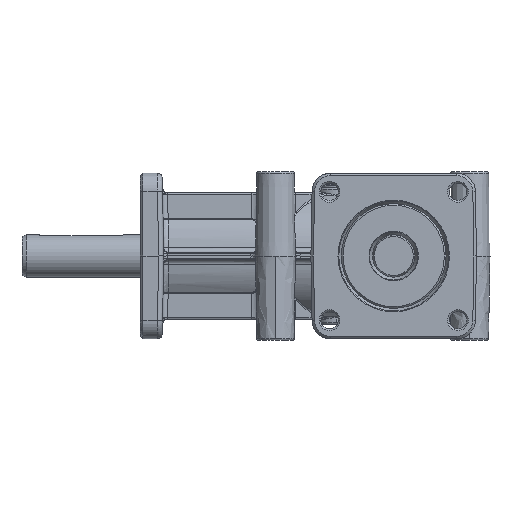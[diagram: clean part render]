
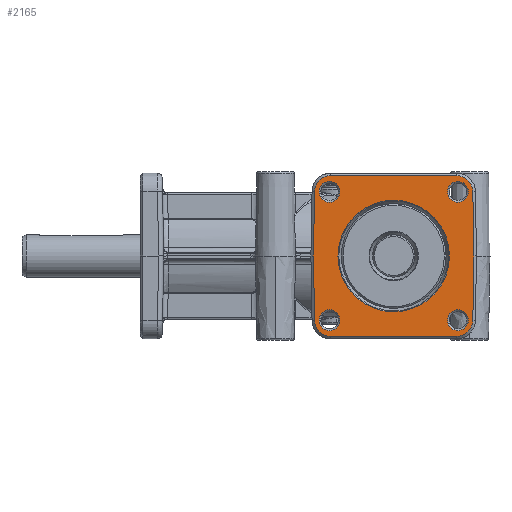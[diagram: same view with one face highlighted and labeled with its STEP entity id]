
A CAD part, left-side view. The second image highlights one B-rep face of the part: STEP entity #2165.
In plain terms, the highlighted planar face has unit normal (-1, 0, 0).
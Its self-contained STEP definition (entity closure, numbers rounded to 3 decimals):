
#2165=ADVANCED_FACE('',(#6338,#6339,#6340,#6341,#6342,#6343),#6344,.T.);
#6338=FACE_OUTER_BOUND('',#13099,.T.);
#6339=FACE_BOUND('',#13100,.T.);
#6340=FACE_BOUND('',#13101,.T.);
#6341=FACE_BOUND('',#13102,.T.);
#6342=FACE_BOUND('',#13103,.T.);
#6343=FACE_BOUND('',#13104,.T.);
#6344=PLANE('',#13105);
#13099=EDGE_LOOP('',(#145190,#145191,#145192,#145193,#145194,#145195,#145196,#145197,#145198,#145199));
#13100=EDGE_LOOP('',(#145200,#145201));
#13101=EDGE_LOOP('',(#145202,#145203));
#13102=EDGE_LOOP('',(#145204,#145205));
#13103=EDGE_LOOP('',(#145206,#145207));
#13104=EDGE_LOOP('',(#145208,#145209));
#13105=AXIS2_PLACEMENT_3D('',#145210,#145211,#145212);
#145190=ORIENTED_EDGE('',*,*,#160172,.F.);
#145191=ORIENTED_EDGE('',*,*,#160173,.F.);
#145192=ORIENTED_EDGE('',*,*,#160174,.F.);
#145193=ORIENTED_EDGE('',*,*,#160175,.F.);
#145194=ORIENTED_EDGE('',*,*,#160176,.F.);
#145195=ORIENTED_EDGE('',*,*,#160177,.F.);
#145196=ORIENTED_EDGE('',*,*,#160178,.F.);
#145197=ORIENTED_EDGE('',*,*,#160179,.F.);
#145198=ORIENTED_EDGE('',*,*,#160180,.F.);
#145199=ORIENTED_EDGE('',*,*,#160181,.F.);
#145200=ORIENTED_EDGE('',*,*,#160182,.F.);
#145201=ORIENTED_EDGE('',*,*,#160183,.F.);
#145202=ORIENTED_EDGE('',*,*,#160184,.F.);
#145203=ORIENTED_EDGE('',*,*,#160185,.F.);
#145204=ORIENTED_EDGE('',*,*,#160186,.F.);
#145205=ORIENTED_EDGE('',*,*,#160187,.F.);
#145206=ORIENTED_EDGE('',*,*,#160188,.F.);
#145207=ORIENTED_EDGE('',*,*,#160189,.F.);
#145208=ORIENTED_EDGE('',*,*,#160166,.F.);
#145209=ORIENTED_EDGE('',*,*,#160167,.F.);
#145210=CARTESIAN_POINT('',(-80.0,18.75,0.0));
#145211=DIRECTION('',(-1.0,0.0,0.0));
#145212=DIRECTION('',(0.0,0.0,1.0));
#160166=EDGE_CURVE('',#167274,#167275,#167276,.T.);
#160167=EDGE_CURVE('',#167275,#167274,#167277,.T.);
#160172=EDGE_CURVE('',#167284,#167285,#167286,.T.);
#160173=EDGE_CURVE('',#167287,#167284,#167288,.T.);
#160174=EDGE_CURVE('',#167289,#167287,#167290,.T.);
#160175=EDGE_CURVE('',#167291,#167289,#167292,.T.);
#160176=EDGE_CURVE('',#167293,#167291,#167294,.T.);
#160177=EDGE_CURVE('',#167295,#167293,#167296,.T.);
#160178=EDGE_CURVE('',#167297,#167295,#167298,.T.);
#160179=EDGE_CURVE('',#167299,#167297,#167300,.T.);
#160180=EDGE_CURVE('',#167301,#167299,#167302,.T.);
#160181=EDGE_CURVE('',#167285,#167301,#167303,.T.);
#160182=EDGE_CURVE('',#167304,#167305,#167306,.T.);
#160183=EDGE_CURVE('',#167305,#167304,#167307,.T.);
#160184=EDGE_CURVE('',#167308,#167309,#167310,.T.);
#160185=EDGE_CURVE('',#167309,#167308,#167311,.T.);
#160186=EDGE_CURVE('',#167312,#167313,#167314,.T.);
#160187=EDGE_CURVE('',#167313,#167312,#167315,.T.);
#160188=EDGE_CURVE('',#167316,#167317,#167318,.T.);
#160189=EDGE_CURVE('',#167317,#167316,#167319,.T.);
#167274=VERTEX_POINT('',#177757);
#167275=VERTEX_POINT('',#177758);
#167276=CIRCLE('',#177759,33.0);
#167277=CIRCLE('',#177760,33.0);
#167284=VERTEX_POINT('',#177767);
#167285=VERTEX_POINT('',#177768);
#167286=LINE('',#177769,#177770);
#167287=VERTEX_POINT('',#177771);
#167288=CIRCLE('',#177772,9.5);
#167289=VERTEX_POINT('',#177773);
#167290=LINE('',#177774,#177775);
#167291=VERTEX_POINT('',#177776);
#167292=LINE('',#177777,#177778);
#167293=VERTEX_POINT('',#177779);
#167294=CIRCLE('',#177780,9.5);
#167295=VERTEX_POINT('',#177781);
#167296=LINE('',#177782,#177783);
#167297=VERTEX_POINT('',#177784);
#167298=CIRCLE('',#177785,9.5);
#167299=VERTEX_POINT('',#177786);
#167300=LINE('',#177787,#177788);
#167301=VERTEX_POINT('',#177789);
#167302=LINE('',#177790,#177791);
#167303=CIRCLE('',#177792,9.5);
#167304=VERTEX_POINT('',#177793);
#167305=VERTEX_POINT('',#177794);
#167306=CIRCLE('',#177795,6.15);
#167307=CIRCLE('',#177796,6.15);
#167308=VERTEX_POINT('',#177797);
#167309=VERTEX_POINT('',#177798);
#167310=CIRCLE('',#177799,6.15);
#167311=CIRCLE('',#177800,6.15);
#167312=VERTEX_POINT('',#177801);
#167313=VERTEX_POINT('',#177802);
#167314=CIRCLE('',#177803,6.15);
#167315=CIRCLE('',#177804,6.15);
#167316=VERTEX_POINT('',#177805);
#167317=VERTEX_POINT('',#177806);
#167318=CIRCLE('',#177807,6.15);
#167319=CIRCLE('',#177808,6.15);
#177757=CARTESIAN_POINT('',(-80.0,33.0,0.));
#177758=CARTESIAN_POINT('',(-80.0,-33.0,0.));
#177759=AXIS2_PLACEMENT_3D('',#215382,#215383,#215384);
#177760=AXIS2_PLACEMENT_3D('',#215385,#215386,#215387);
#177767=CARTESIAN_POINT('',(-80.0,37.335,47.5));
#177768=CARTESIAN_POINT('',(-80.0,-37.335,47.5));
#177769=CARTESIAN_POINT('',(-80.0,37.335,47.5));
#177770=VECTOR('',#215394,74.67);
#177771=CARTESIAN_POINT('',(-80.0,46.834,38.166));
#177772=AXIS2_PLACEMENT_3D('',#215395,#215396,#215397);
#177773=CARTESIAN_POINT('',(-80.0,47.5,0.));
#177774=CARTESIAN_POINT('',(-80.0,47.5,0.));
#177775=VECTOR('',#215398,38.172);
#177776=CARTESIAN_POINT('',(-80.0,46.834,-38.166));
#177777=CARTESIAN_POINT('',(-80.0,46.834,-38.166));
#177778=VECTOR('',#215399,38.172);
#177779=CARTESIAN_POINT('',(-80.0,37.335,-47.5));
#177780=AXIS2_PLACEMENT_3D('',#215400,#215401,#215402);
#177781=CARTESIAN_POINT('',(-80.0,-37.335,-47.5));
#177782=CARTESIAN_POINT('',(-80.0,-37.335,-47.5));
#177783=VECTOR('',#215403,74.67);
#177784=CARTESIAN_POINT('',(-80.0,-46.834,-38.166));
#177785=AXIS2_PLACEMENT_3D('',#215404,#215405,#215406);
#177786=CARTESIAN_POINT('',(-80.0,-47.5,0.));
#177787=CARTESIAN_POINT('',(-80.0,-47.5,0.));
#177788=VECTOR('',#215407,38.172);
#177789=CARTESIAN_POINT('',(-80.0,-46.834,38.166));
#177790=CARTESIAN_POINT('',(-80.0,-46.834,38.166));
#177791=VECTOR('',#215408,38.172);
#177792=AXIS2_PLACEMENT_3D('',#215409,#215410,#215411);
#177793=CARTESIAN_POINT('',(-80.0,44.15,-38.0));
#177794=CARTESIAN_POINT('',(-80.0,31.85,-38.0));
#177795=AXIS2_PLACEMENT_3D('',#215412,#215413,#215414);
#177796=AXIS2_PLACEMENT_3D('',#215415,#215416,#215417);
#177797=CARTESIAN_POINT('',(-80.0,-31.85,38.0));
#177798=CARTESIAN_POINT('',(-80.0,-44.15,38.0));
#177799=AXIS2_PLACEMENT_3D('',#215418,#215419,#215420);
#177800=AXIS2_PLACEMENT_3D('',#215421,#215422,#215423);
#177801=CARTESIAN_POINT('',(-80.0,-31.85,-38.0));
#177802=CARTESIAN_POINT('',(-80.0,-44.15,-38.0));
#177803=AXIS2_PLACEMENT_3D('',#215424,#215425,#215426);
#177804=AXIS2_PLACEMENT_3D('',#215427,#215428,#215429);
#177805=CARTESIAN_POINT('',(-80.0,44.15,38.0));
#177806=CARTESIAN_POINT('',(-80.0,31.85,38.0));
#177807=AXIS2_PLACEMENT_3D('',#215430,#215431,#215432);
#177808=AXIS2_PLACEMENT_3D('',#215433,#215434,#215435);
#215382=CARTESIAN_POINT('',(-80.0,0.0,0.0));
#215383=DIRECTION('',(-1.0,0.0,0.0));
#215384=DIRECTION('',(0.0,-1.0,0.0));
#215385=CARTESIAN_POINT('',(-80.0,0.0,0.0));
#215386=DIRECTION('',(-1.0,0.0,0.0));
#215387=DIRECTION('',(0.0,-1.0,0.0));
#215394=DIRECTION('',(0.0,-1.0,0.0));
#215395=CARTESIAN_POINT('',(-80.0,37.335,38.0));
#215396=DIRECTION('',(1.0,0.0,-0.0));
#215397=DIRECTION('',(0.0,0.701,0.713));
#215398=DIRECTION('',(0.0,-0.017,1.));
#215399=DIRECTION('',(0.0,0.017,1.));
#215400=CARTESIAN_POINT('',(-80.0,37.335,-38.0));
#215401=DIRECTION('',(1.0,0.0,0.0));
#215402=DIRECTION('',(0.0,0.701,-0.713));
#215403=DIRECTION('',(0.0,1.0,0.0));
#215404=CARTESIAN_POINT('',(-80.0,-37.335,-38.0));
#215405=DIRECTION('',(1.0,0.0,0.0));
#215406=DIRECTION('',(0.0,-0.701,-0.713));
#215407=DIRECTION('',(0.0,0.017,-1.));
#215408=DIRECTION('',(0.0,-0.017,-1.));
#215409=CARTESIAN_POINT('',(-80.0,-37.335,38.0));
#215410=DIRECTION('',(1.0,0.0,0.0));
#215411=DIRECTION('',(0.0,-0.701,0.713));
#215412=CARTESIAN_POINT('',(-80.0,38.0,-38.0));
#215413=DIRECTION('',(-1.0,0.0,0.0));
#215414=DIRECTION('',(0.0,-1.0,0.0));
#215415=CARTESIAN_POINT('',(-80.0,38.0,-38.0));
#215416=DIRECTION('',(-1.0,0.0,0.0));
#215417=DIRECTION('',(0.0,-1.0,0.0));
#215418=CARTESIAN_POINT('',(-80.0,-38.0,38.0));
#215419=DIRECTION('',(-1.0,0.0,0.0));
#215420=DIRECTION('',(0.0,-1.0,0.0));
#215421=CARTESIAN_POINT('',(-80.0,-38.0,38.0));
#215422=DIRECTION('',(-1.0,0.0,0.0));
#215423=DIRECTION('',(0.0,-1.0,0.0));
#215424=CARTESIAN_POINT('',(-80.0,-38.0,-38.0));
#215425=DIRECTION('',(-1.0,0.0,0.0));
#215426=DIRECTION('',(0.0,-1.0,0.0));
#215427=CARTESIAN_POINT('',(-80.0,-38.0,-38.0));
#215428=DIRECTION('',(-1.0,0.0,0.0));
#215429=DIRECTION('',(0.0,-1.0,0.0));
#215430=CARTESIAN_POINT('',(-80.0,38.0,38.0));
#215431=DIRECTION('',(-1.0,0.0,0.0));
#215432=DIRECTION('',(0.0,-1.0,0.0));
#215433=CARTESIAN_POINT('',(-80.0,38.0,38.0));
#215434=DIRECTION('',(-1.0,0.0,0.0));
#215435=DIRECTION('',(0.0,-1.0,0.0));
